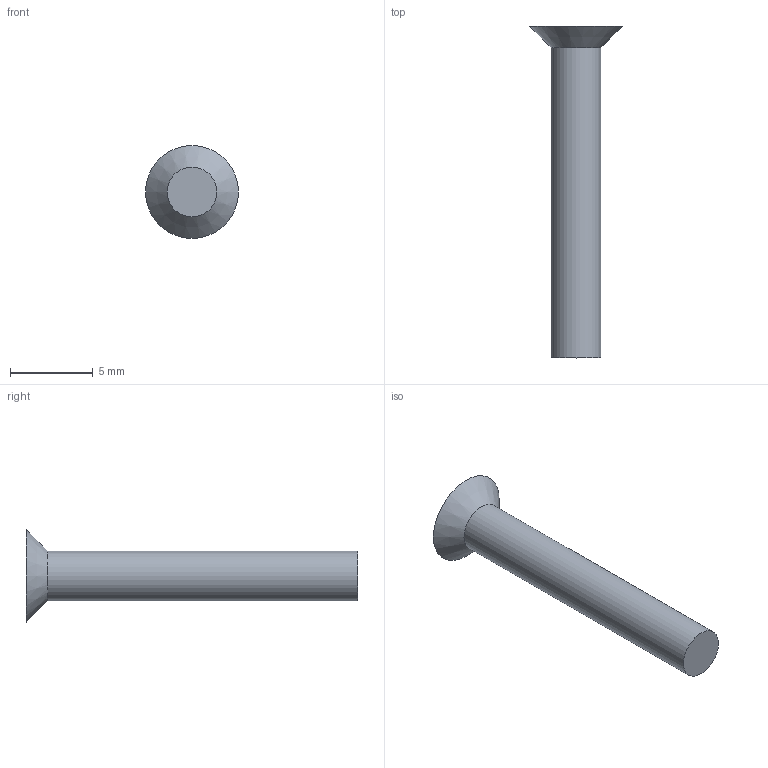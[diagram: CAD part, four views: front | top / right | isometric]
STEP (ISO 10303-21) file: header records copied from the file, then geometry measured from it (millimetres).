
FILE_DESCRIPTION(/* description */ ('Alibre Inc.'),/* implementation_level */ '2;1');
FILE_NAME(/* name */ 'export0',/* time_stamp */ '2015-07-11T13:46:49+12:00',/* author */ (''),/* organization */ (''),/* preprocessor_version */ 'ST-DEVELOPER v14',/* originating_system */ 'Alibre',/* authorisation */ '');
FILE_SCHEMA (('CONFIG_CONTROL_DESIGN'));
Length unit declared in the file: centimetre
Products named in the file (1): FFLT-M3-20L
Bounding box: 5.6 x 20 x 5.6 mm (x, y, z)
Volume: 148.4 mm3; surface area: 239.8 mm2
Topology: 1 solids, 1 shells, 17 faces, 41 edges, 27 vertices
Faces by surface type: plane 15, cylinder 1, cone 1
Full cylindrical faces by diameter (mm): 3 x1
Entity records: 550 total; most frequent: CARTESIAN_POINT 83, ORIENTED_EDGE 78, DIRECTION 61, EDGE_CURVE 39, VECTOR 36, LINE 36, VERTEX_POINT 27, EDGE_LOOP 20
